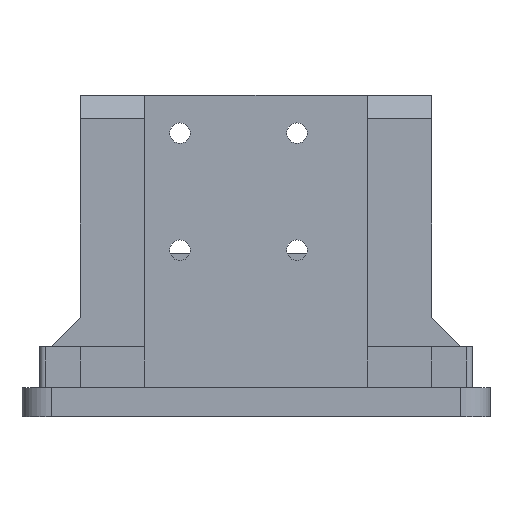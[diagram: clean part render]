
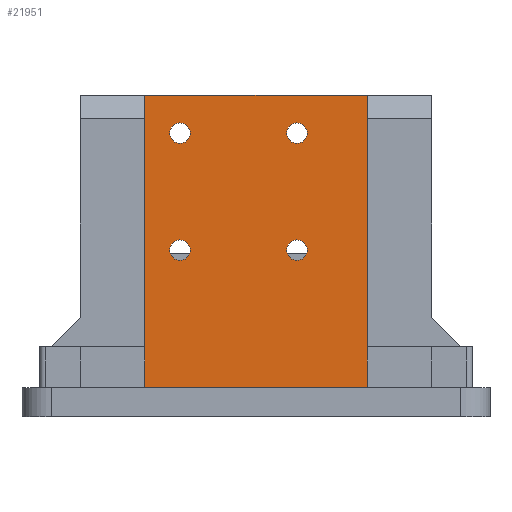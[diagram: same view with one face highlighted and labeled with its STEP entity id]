
A CAD part, left-side view. The second image highlights one B-rep face of the part: STEP entity #21951.
In plain terms, the highlighted planar face has unit normal (-1, 0, 0).
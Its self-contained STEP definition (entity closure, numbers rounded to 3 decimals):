
#606 = PLANE('',#607);
#607 = AXIS2_PLACEMENT_3D('',#608,#609,#610);
#608 = CARTESIAN_POINT('',(-22.,17.,68.));
#609 = DIRECTION('',(0.,1.,0.));
#610 = DIRECTION('',(0.,0.,1.));
#1957 = PLANE('',#1958);
#1958 = AXIS2_PLACEMENT_3D('',#1959,#1960,#1961);
#1959 = CARTESIAN_POINT('',(-20.,6.,118.));
#1960 = DIRECTION('',(0.,0.,1.));
#1961 = DIRECTION('',(1.,0.,0.));
#8108 = VERTEX_POINT('',#8109);
#8109 = CARTESIAN_POINT('',(-16.,17.,118.));
#8157 = EDGE_CURVE('',#8158,#8108,#8160,.T.);
#8158 = VERTEX_POINT('',#8159);
#8159 = CARTESIAN_POINT('',(-16.,17.,68.));
#8160 = SURFACE_CURVE('',#8161,(#8165,#8172),.PCURVE_S1.);
#8161 = LINE('',#8162,#8163);
#8162 = CARTESIAN_POINT('',(-16.,17.,68.));
#8163 = VECTOR('',#8164,1.);
#8164 = DIRECTION('',(0.,0.,1.));
#8165 = PCURVE('',#606,#8166);
#8166 = DEFINITIONAL_REPRESENTATION('',(#8167),#8171);
#8167 = LINE('',#8168,#8169);
#8168 = CARTESIAN_POINT('',(0.,6.));
#8169 = VECTOR('',#8170,1.);
#8170 = DIRECTION('',(1.,0.));
#8171 = ( GEOMETRIC_REPRESENTATION_CONTEXT(2) 
PARAMETRIC_REPRESENTATION_CONTEXT() REPRESENTATION_CONTEXT('2D SPACE',''
  ) );
#8172 = PCURVE('',#8173,#8178);
#8173 = PLANE('',#8174);
#8174 = AXIS2_PLACEMENT_3D('',#8175,#8176,#8177);
#8175 = CARTESIAN_POINT('',(-16.,17.,68.));
#8176 = DIRECTION('',(1.,0.,0.));
#8177 = DIRECTION('',(0.,0.,1.));
#8178 = DEFINITIONAL_REPRESENTATION('',(#8179),#8183);
#8179 = LINE('',#8180,#8181);
#8180 = CARTESIAN_POINT('',(0.,0.));
#8181 = VECTOR('',#8182,1.);
#8182 = DIRECTION('',(1.,0.));
#8183 = ( GEOMETRIC_REPRESENTATION_CONTEXT(2) 
PARAMETRIC_REPRESENTATION_CONTEXT() REPRESENTATION_CONTEXT('2D SPACE',''
  ) );
#8199 = PLANE('',#8200);
#8200 = AXIS2_PLACEMENT_3D('',#8201,#8202,#8203);
#8201 = CARTESIAN_POINT('',(-22.,17.,68.));
#8202 = DIRECTION('',(0.,0.,1.));
#8203 = DIRECTION('',(1.,0.,0.));
#10416 = PLANE('',#10417);
#10417 = AXIS2_PLACEMENT_3D('',#10418,#10419,#10420);
#10418 = CARTESIAN_POINT('',(-22.,55.,68.));
#10419 = DIRECTION('',(0.,1.,0.));
#10420 = DIRECTION('',(0.,0.,1.));
#10477 = VERTEX_POINT('',#10478);
#10478 = CARTESIAN_POINT('',(-16.,55.,118.));
#10504 = EDGE_CURVE('',#8108,#10477,#10505,.T.);
#10505 = SURFACE_CURVE('',#10506,(#10510,#10516),.PCURVE_S1.);
#10506 = LINE('',#10507,#10508);
#10507 = CARTESIAN_POINT('',(-16.,11.5,118.));
#10508 = VECTOR('',#10509,1.);
#10509 = DIRECTION('',(0.,1.,0.));
#10510 = PCURVE('',#1957,#10511);
#10511 = DEFINITIONAL_REPRESENTATION('',(#10512),#10515);
#10512 = B_SPLINE_CURVE_WITH_KNOTS('',1,(#10513,#10514),.UNSPECIFIED.,
  .F.,.F.,(2,2),(1.7,47.3),.PIECEWISE_BEZIER_KNOTS.);
#10513 = CARTESIAN_POINT('',(4.,7.2));
#10514 = CARTESIAN_POINT('',(4.,52.8));
#10515 = ( GEOMETRIC_REPRESENTATION_CONTEXT(2) 
PARAMETRIC_REPRESENTATION_CONTEXT() REPRESENTATION_CONTEXT('2D SPACE',''
  ) );
#10516 = PCURVE('',#8173,#10517);
#10517 = DEFINITIONAL_REPRESENTATION('',(#10518),#10521);
#10518 = B_SPLINE_CURVE_WITH_KNOTS('',1,(#10519,#10520),.UNSPECIFIED.,
  .F.,.F.,(2,2),(1.7,47.3),.PIECEWISE_BEZIER_KNOTS.);
#10519 = CARTESIAN_POINT('',(50.,3.8));
#10520 = CARTESIAN_POINT('',(50.,-41.8));
#10521 = ( GEOMETRIC_REPRESENTATION_CONTEXT(2) 
PARAMETRIC_REPRESENTATION_CONTEXT() REPRESENTATION_CONTEXT('2D SPACE',''
  ) );
#21951 = ADVANCED_FACE('',(#21952,#22000,#22031,#22062,#22093),#8173,.F.
  );
#21952 = FACE_BOUND('',#21953,.F.);
#21953 = EDGE_LOOP('',(#21954,#21955,#21978,#21999));
#21954 = ORIENTED_EDGE('',*,*,#8157,.F.);
#21955 = ORIENTED_EDGE('',*,*,#21956,.T.);
#21956 = EDGE_CURVE('',#8158,#21957,#21959,.T.);
#21957 = VERTEX_POINT('',#21958);
#21958 = CARTESIAN_POINT('',(-16.,55.,68.));
#21959 = SURFACE_CURVE('',#21960,(#21964,#21971),.PCURVE_S1.);
#21960 = LINE('',#21961,#21962);
#21961 = CARTESIAN_POINT('',(-16.,17.,68.));
#21962 = VECTOR('',#21963,1.);
#21963 = DIRECTION('',(0.,1.,0.));
#21964 = PCURVE('',#8173,#21965);
#21965 = DEFINITIONAL_REPRESENTATION('',(#21966),#21970);
#21966 = LINE('',#21967,#21968);
#21967 = CARTESIAN_POINT('',(0.,0.));
#21968 = VECTOR('',#21969,1.);
#21969 = DIRECTION('',(0.,-1.));
#21970 = ( GEOMETRIC_REPRESENTATION_CONTEXT(2) 
PARAMETRIC_REPRESENTATION_CONTEXT() REPRESENTATION_CONTEXT('2D SPACE',''
  ) );
#21971 = PCURVE('',#8199,#21972);
#21972 = DEFINITIONAL_REPRESENTATION('',(#21973),#21977);
#21973 = LINE('',#21974,#21975);
#21974 = CARTESIAN_POINT('',(6.,0.));
#21975 = VECTOR('',#21976,1.);
#21976 = DIRECTION('',(0.,1.));
#21977 = ( GEOMETRIC_REPRESENTATION_CONTEXT(2) 
PARAMETRIC_REPRESENTATION_CONTEXT() REPRESENTATION_CONTEXT('2D SPACE',''
  ) );
#21978 = ORIENTED_EDGE('',*,*,#21979,.T.);
#21979 = EDGE_CURVE('',#21957,#10477,#21980,.T.);
#21980 = SURFACE_CURVE('',#21981,(#21985,#21992),.PCURVE_S1.);
#21981 = LINE('',#21982,#21983);
#21982 = CARTESIAN_POINT('',(-16.,55.,68.));
#21983 = VECTOR('',#21984,1.);
#21984 = DIRECTION('',(0.,0.,1.));
#21985 = PCURVE('',#8173,#21986);
#21986 = DEFINITIONAL_REPRESENTATION('',(#21987),#21991);
#21987 = LINE('',#21988,#21989);
#21988 = CARTESIAN_POINT('',(0.,-38.));
#21989 = VECTOR('',#21990,1.);
#21990 = DIRECTION('',(1.,0.));
#21991 = ( GEOMETRIC_REPRESENTATION_CONTEXT(2) 
PARAMETRIC_REPRESENTATION_CONTEXT() REPRESENTATION_CONTEXT('2D SPACE',''
  ) );
#21992 = PCURVE('',#10416,#21993);
#21993 = DEFINITIONAL_REPRESENTATION('',(#21994),#21998);
#21994 = LINE('',#21995,#21996);
#21995 = CARTESIAN_POINT('',(0.,6.));
#21996 = VECTOR('',#21997,1.);
#21997 = DIRECTION('',(1.,0.));
#21998 = ( GEOMETRIC_REPRESENTATION_CONTEXT(2) 
PARAMETRIC_REPRESENTATION_CONTEXT() REPRESENTATION_CONTEXT('2D SPACE',''
  ) );
#21999 = ORIENTED_EDGE('',*,*,#10504,.F.);
#22000 = FACE_BOUND('',#22001,.F.);
#22001 = EDGE_LOOP('',(#22002));
#22002 = ORIENTED_EDGE('',*,*,#22003,.F.);
#22003 = EDGE_CURVE('',#22004,#22004,#22006,.T.);
#22004 = VERTEX_POINT('',#22005);
#22005 = CARTESIAN_POINT('',(-16.,49.,109.75));
#22006 = SURFACE_CURVE('',#22007,(#22012,#22019),.PCURVE_S1.);
#22007 = CIRCLE('',#22008,1.75);
#22008 = AXIS2_PLACEMENT_3D('',#22009,#22010,#22011);
#22009 = CARTESIAN_POINT('',(-16.,49.,111.5));
#22010 = DIRECTION('',(1.,0.,0.));
#22011 = DIRECTION('',(0.,0.,-1.));
#22012 = PCURVE('',#8173,#22013);
#22013 = DEFINITIONAL_REPRESENTATION('',(#22014),#22018);
#22014 = CIRCLE('',#22015,1.75);
#22015 = AXIS2_PLACEMENT_2D('',#22016,#22017);
#22016 = CARTESIAN_POINT('',(43.5,-32.));
#22017 = DIRECTION('',(-1.,-0.));
#22018 = ( GEOMETRIC_REPRESENTATION_CONTEXT(2) 
PARAMETRIC_REPRESENTATION_CONTEXT() REPRESENTATION_CONTEXT('2D SPACE',''
  ) );
#22019 = PCURVE('',#22020,#22025);
#22020 = CYLINDRICAL_SURFACE('',#22021,1.75);
#22021 = AXIS2_PLACEMENT_3D('',#22022,#22023,#22024);
#22022 = CARTESIAN_POINT('',(-35.5,49.,111.5));
#22023 = DIRECTION('',(1.,0.,0.));
#22024 = DIRECTION('',(0.,0.,-1.));
#22025 = DEFINITIONAL_REPRESENTATION('',(#22026),#22030);
#22026 = LINE('',#22027,#22028);
#22027 = CARTESIAN_POINT('',(0.,19.5));
#22028 = VECTOR('',#22029,1.);
#22029 = DIRECTION('',(1.,0.));
#22030 = ( GEOMETRIC_REPRESENTATION_CONTEXT(2) 
PARAMETRIC_REPRESENTATION_CONTEXT() REPRESENTATION_CONTEXT('2D SPACE',''
  ) );
#22031 = FACE_BOUND('',#22032,.F.);
#22032 = EDGE_LOOP('',(#22033));
#22033 = ORIENTED_EDGE('',*,*,#22034,.F.);
#22034 = EDGE_CURVE('',#22035,#22035,#22037,.T.);
#22035 = VERTEX_POINT('',#22036);
#22036 = CARTESIAN_POINT('',(-16.,49.,89.75));
#22037 = SURFACE_CURVE('',#22038,(#22043,#22050),.PCURVE_S1.);
#22038 = CIRCLE('',#22039,1.75);
#22039 = AXIS2_PLACEMENT_3D('',#22040,#22041,#22042);
#22040 = CARTESIAN_POINT('',(-16.,49.,91.5));
#22041 = DIRECTION('',(1.,0.,0.));
#22042 = DIRECTION('',(0.,0.,-1.));
#22043 = PCURVE('',#8173,#22044);
#22044 = DEFINITIONAL_REPRESENTATION('',(#22045),#22049);
#22045 = CIRCLE('',#22046,1.75);
#22046 = AXIS2_PLACEMENT_2D('',#22047,#22048);
#22047 = CARTESIAN_POINT('',(23.5,-32.));
#22048 = DIRECTION('',(-1.,-0.));
#22049 = ( GEOMETRIC_REPRESENTATION_CONTEXT(2) 
PARAMETRIC_REPRESENTATION_CONTEXT() REPRESENTATION_CONTEXT('2D SPACE',''
  ) );
#22050 = PCURVE('',#22051,#22056);
#22051 = CYLINDRICAL_SURFACE('',#22052,1.75);
#22052 = AXIS2_PLACEMENT_3D('',#22053,#22054,#22055);
#22053 = CARTESIAN_POINT('',(-35.5,49.,91.5));
#22054 = DIRECTION('',(1.,0.,0.));
#22055 = DIRECTION('',(0.,0.,-1.));
#22056 = DEFINITIONAL_REPRESENTATION('',(#22057),#22061);
#22057 = LINE('',#22058,#22059);
#22058 = CARTESIAN_POINT('',(0.,19.5));
#22059 = VECTOR('',#22060,1.);
#22060 = DIRECTION('',(1.,0.));
#22061 = ( GEOMETRIC_REPRESENTATION_CONTEXT(2) 
PARAMETRIC_REPRESENTATION_CONTEXT() REPRESENTATION_CONTEXT('2D SPACE',''
  ) );
#22062 = FACE_BOUND('',#22063,.F.);
#22063 = EDGE_LOOP('',(#22064));
#22064 = ORIENTED_EDGE('',*,*,#22065,.F.);
#22065 = EDGE_CURVE('',#22066,#22066,#22068,.T.);
#22066 = VERTEX_POINT('',#22067);
#22067 = CARTESIAN_POINT('',(-16.,29.,89.75));
#22068 = SURFACE_CURVE('',#22069,(#22074,#22081),.PCURVE_S1.);
#22069 = CIRCLE('',#22070,1.75);
#22070 = AXIS2_PLACEMENT_3D('',#22071,#22072,#22073);
#22071 = CARTESIAN_POINT('',(-16.,29.,91.5));
#22072 = DIRECTION('',(1.,-0.,0.));
#22073 = DIRECTION('',(0.,0.,-1.));
#22074 = PCURVE('',#8173,#22075);
#22075 = DEFINITIONAL_REPRESENTATION('',(#22076),#22080);
#22076 = CIRCLE('',#22077,1.75);
#22077 = AXIS2_PLACEMENT_2D('',#22078,#22079);
#22078 = CARTESIAN_POINT('',(23.5,-12.));
#22079 = DIRECTION('',(-1.,0.));
#22080 = ( GEOMETRIC_REPRESENTATION_CONTEXT(2) 
PARAMETRIC_REPRESENTATION_CONTEXT() REPRESENTATION_CONTEXT('2D SPACE',''
  ) );
#22081 = PCURVE('',#22082,#22087);
#22082 = CYLINDRICAL_SURFACE('',#22083,1.75);
#22083 = AXIS2_PLACEMENT_3D('',#22084,#22085,#22086);
#22084 = CARTESIAN_POINT('',(-35.5,29.,91.5));
#22085 = DIRECTION('',(1.,0.,0.));
#22086 = DIRECTION('',(0.,0.,-1.));
#22087 = DEFINITIONAL_REPRESENTATION('',(#22088),#22092);
#22088 = LINE('',#22089,#22090);
#22089 = CARTESIAN_POINT('',(0.,19.5));
#22090 = VECTOR('',#22091,1.);
#22091 = DIRECTION('',(1.,0.));
#22092 = ( GEOMETRIC_REPRESENTATION_CONTEXT(2) 
PARAMETRIC_REPRESENTATION_CONTEXT() REPRESENTATION_CONTEXT('2D SPACE',''
  ) );
#22093 = FACE_BOUND('',#22094,.F.);
#22094 = EDGE_LOOP('',(#22095));
#22095 = ORIENTED_EDGE('',*,*,#22096,.F.);
#22096 = EDGE_CURVE('',#22097,#22097,#22099,.T.);
#22097 = VERTEX_POINT('',#22098);
#22098 = CARTESIAN_POINT('',(-16.,29.,109.75));
#22099 = SURFACE_CURVE('',#22100,(#22105,#22112),.PCURVE_S1.);
#22100 = CIRCLE('',#22101,1.75);
#22101 = AXIS2_PLACEMENT_3D('',#22102,#22103,#22104);
#22102 = CARTESIAN_POINT('',(-16.,29.,111.5));
#22103 = DIRECTION('',(1.,-0.,0.));
#22104 = DIRECTION('',(0.,0.,-1.));
#22105 = PCURVE('',#8173,#22106);
#22106 = DEFINITIONAL_REPRESENTATION('',(#22107),#22111);
#22107 = CIRCLE('',#22108,1.75);
#22108 = AXIS2_PLACEMENT_2D('',#22109,#22110);
#22109 = CARTESIAN_POINT('',(43.5,-12.));
#22110 = DIRECTION('',(-1.,0.));
#22111 = ( GEOMETRIC_REPRESENTATION_CONTEXT(2) 
PARAMETRIC_REPRESENTATION_CONTEXT() REPRESENTATION_CONTEXT('2D SPACE',''
  ) );
#22112 = PCURVE('',#22113,#22118);
#22113 = CYLINDRICAL_SURFACE('',#22114,1.75);
#22114 = AXIS2_PLACEMENT_3D('',#22115,#22116,#22117);
#22115 = CARTESIAN_POINT('',(-35.5,29.,111.5));
#22116 = DIRECTION('',(1.,0.,0.));
#22117 = DIRECTION('',(0.,0.,-1.));
#22118 = DEFINITIONAL_REPRESENTATION('',(#22119),#22123);
#22119 = LINE('',#22120,#22121);
#22120 = CARTESIAN_POINT('',(0.,19.5));
#22121 = VECTOR('',#22122,1.);
#22122 = DIRECTION('',(1.,0.));
#22123 = ( GEOMETRIC_REPRESENTATION_CONTEXT(2) 
PARAMETRIC_REPRESENTATION_CONTEXT() REPRESENTATION_CONTEXT('2D SPACE',''
  ) );
